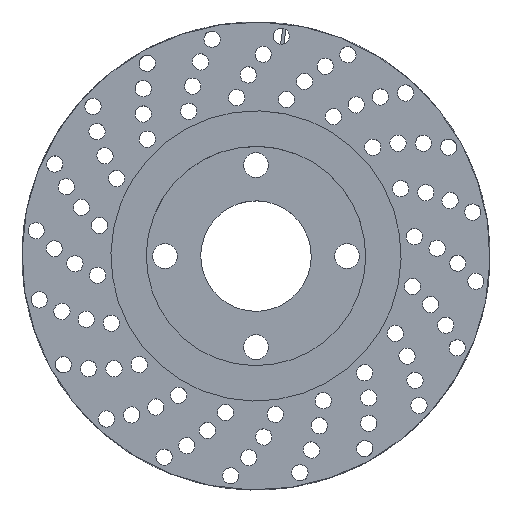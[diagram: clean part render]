
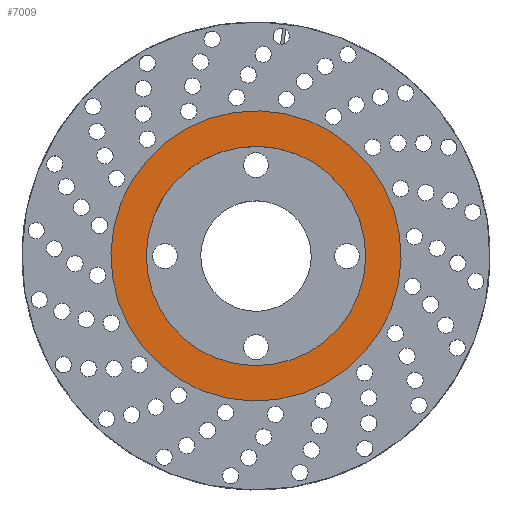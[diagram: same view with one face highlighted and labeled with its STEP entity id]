
A CAD part, top view. The second image highlights one B-rep face of the part: STEP entity #7009.
In plain terms, the highlighted planar face has unit normal (0, 0, 1).
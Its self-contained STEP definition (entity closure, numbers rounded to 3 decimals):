
#6948=CARTESIAN_POINT('Vertex',(-32.361,59.237,55.5)) ;
#6955=CARTESIAN_POINT('Vertex',(32.361,-59.237,55.5)) ;
#6958=CARTESIAN_POINT('Axis2P3D Location',(0.,0.,55.5)) ;
#6970=CARTESIAN_POINT('Axis2P3D Location',(0.,0.,55.5)) ;
#6982=CARTESIAN_POINT('Axis2P3D Location',(0.,89.301,55.5)) ;
#6987=CARTESIAN_POINT('Axis2P3D Location',(0.,0.,55.5)) ;
#6991=CARTESIAN_POINT('Vertex',(42.813,-78.369,55.5)) ;
#6993=CARTESIAN_POINT('Vertex',(-42.813,78.369,55.5)) ;
#6996=CARTESIAN_POINT('Axis2P3D Location',(0.,0.,55.5)) ;
#6959=DIRECTION('Axis2P3D Direction',(0.,0.,1.)) ;
#6971=DIRECTION('Axis2P3D Direction',(0.,0.,1.)) ;
#6983=DIRECTION('Axis2P3D Direction',(0.,0.,1.)) ;
#6984=DIRECTION('Axis2P3D XDirection',(1.,0.,0.)) ;
#6988=DIRECTION('Axis2P3D Direction',(0.,0.,1.)) ;
#6997=DIRECTION('Axis2P3D Direction',(0.,0.,1.)) ;
#6960=AXIS2_PLACEMENT_3D('Circle Axis2P3D',#6958,#6959,$) ;
#6972=AXIS2_PLACEMENT_3D('Circle Axis2P3D',#6970,#6971,$) ;
#6985=AXIS2_PLACEMENT_3D('Plane Axis2P3D',#6982,#6983,#6984) ;
#6989=AXIS2_PLACEMENT_3D('Circle Axis2P3D',#6987,#6988,$) ;
#6998=AXIS2_PLACEMENT_3D('Circle Axis2P3D',#6996,#6997,$) ;
#7002=ORIENTED_EDGE('',*,*,#6995,.T.) ;
#7003=ORIENTED_EDGE('',*,*,#7000,.T.) ;
#7006=ORIENTED_EDGE('',*,*,#6974,.F.) ;
#7007=ORIENTED_EDGE('',*,*,#6962,.F.) ;
#7008=FACE_BOUND('',#7005,.T.) ;
#7009=ADVANCED_FACE('PartBody',(#7004,#7008),#6986,.T.) ;
#6961=CIRCLE('generated circle',#6960,67.5) ;
#6973=CIRCLE('generated circle',#6972,67.5) ;
#6990=CIRCLE('generated circle',#6989,89.301) ;
#6999=CIRCLE('generated circle',#6998,89.301) ;
#6962=EDGE_CURVE('',#6956,#6949,#6961,.T.) ;
#6974=EDGE_CURVE('',#6949,#6956,#6973,.T.) ;
#6995=EDGE_CURVE('',#6992,#6994,#6990,.T.) ;
#7000=EDGE_CURVE('',#6994,#6992,#6999,.T.) ;
#7001=EDGE_LOOP('',(#7002,#7003)) ;
#7005=EDGE_LOOP('',(#7006,#7007)) ;
#7004=FACE_OUTER_BOUND('',#7001,.T.) ;
#6986=PLANE('',#6985) ;
#6949=VERTEX_POINT('',#6948) ;
#6956=VERTEX_POINT('',#6955) ;
#6992=VERTEX_POINT('',#6991) ;
#6994=VERTEX_POINT('',#6993) ;
